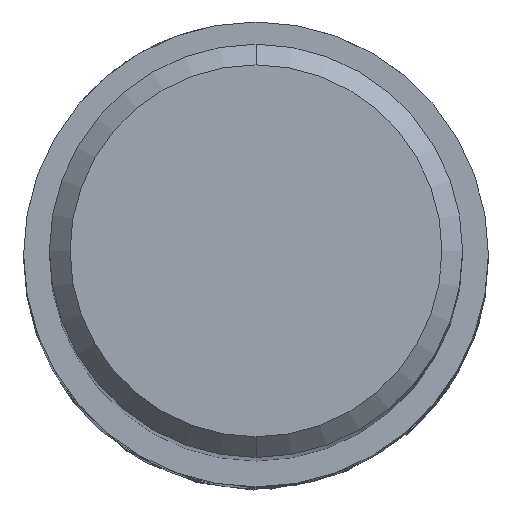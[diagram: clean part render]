
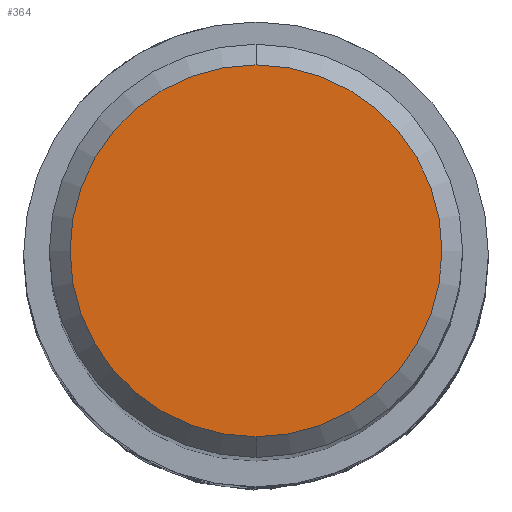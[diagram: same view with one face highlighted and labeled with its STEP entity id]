
A CAD part, top view. The second image highlights one B-rep face of the part: STEP entity #364.
In plain terms, the highlighted planar face has unit normal (0, 0, 1).
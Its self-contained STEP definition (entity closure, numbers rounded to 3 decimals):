
#310=VERTEX_POINT('',#843);
#364=ADVANCED_FACE('',(#903),#904,.T.);
#390=EDGE_CURVE('',#310,#770,#932,.T.);
#764=EDGE_CURVE('',#770,#310,#1341,.T.);
#770=VERTEX_POINT('',#1347);
#843=CARTESIAN_POINT('',(0.,-3.6,0.0));
#903=FACE_OUTER_BOUND('',#2021,.T.);
#904=PLANE('',#2022);
#932=CIRCLE('',#2098,3.6);
#1341=CIRCLE('',#4804,3.6);
#1347=CARTESIAN_POINT('',(0.0,3.6,0.0));
#2021=EDGE_LOOP('',(#5030,#5031));
#2022=AXIS2_PLACEMENT_3D('',#5032,#5033,#5034);
#2098=AXIS2_PLACEMENT_3D('',#5066,#5067,#5068);
#4804=AXIS2_PLACEMENT_3D('',#5510,#5511,#5512);
#5030=ORIENTED_EDGE('',*,*,#764,.F.);
#5031=ORIENTED_EDGE('',*,*,#390,.F.);
#5032=CARTESIAN_POINT('',(0.0,1.8,0.0));
#5033=DIRECTION('',(-0.0,0.0,1.0));
#5034=DIRECTION('',(0.0,-1.0,0.0));
#5066=CARTESIAN_POINT('',(0.0,0.0,0.0));
#5067=DIRECTION('',(0.0,0.0,-1.0));
#5068=DIRECTION('',(0.0,1.0,0.0));
#5510=CARTESIAN_POINT('',(0.0,0.0,0.0));
#5511=DIRECTION('',(0.0,0.0,-1.0));
#5512=DIRECTION('',(0.0,1.0,0.0));
